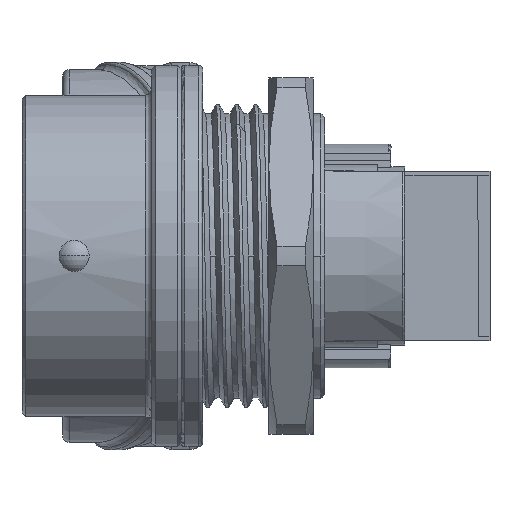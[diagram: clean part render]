
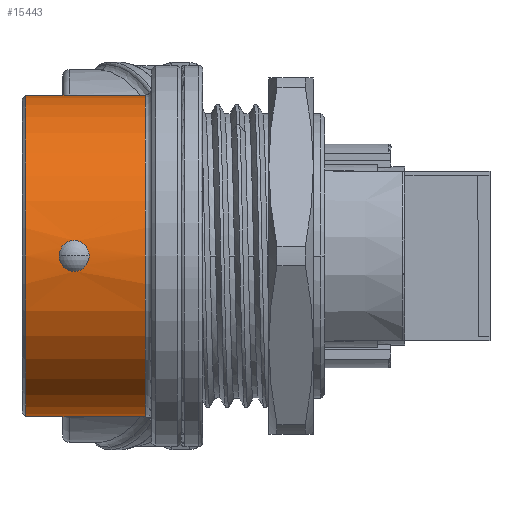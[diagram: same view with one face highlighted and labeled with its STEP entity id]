
A CAD part, left-side view. The second image highlights one B-rep face of the part: STEP entity #15443.
In plain terms, the highlighted cylindrical face has radius 12.65 mm (diameter 25.3 mm), a partial arc.
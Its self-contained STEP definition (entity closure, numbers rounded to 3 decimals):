
#5=DIRECTION('',(0.,1.,0.));
#6=VECTOR('',#5,9.4);
#7=CARTESIAN_POINT('',(0.,-16.2,12.65));
#8=LINE('',#7,#6);
#9=DIRECTION('',(0.,-1.,0.));
#10=VECTOR('',#9,9.4);
#11=CARTESIAN_POINT('',(0.,-6.8,-12.65));
#12=LINE('',#11,#10);
#1204=CARTESIAN_POINT('',(0.,-16.2,0.));
#1205=DIRECTION('',(0.,1.,0.));
#1206=DIRECTION('',(0.,0.,-1.));
#1207=AXIS2_PLACEMENT_3D('',#1204,#1205,#1206);
#1218=CARTESIAN_POINT('',(0.,-6.8,0.));
#1219=DIRECTION('',(0.,-1.,0.));
#1220=DIRECTION('',(0.,0.,1.));
#1221=AXIS2_PLACEMENT_3D('',#1218,#1219,#1220);
#2186=CARTESIAN_POINT('',(-12.65,-9.423,
0.001));
#2187=CARTESIAN_POINT('',(-12.65,-9.423,
0.136));
#2188=CARTESIAN_POINT('',(-12.646,-9.463,
0.391));
#2189=CARTESIAN_POINT('',(-12.629,-9.646,
0.754));
#2190=CARTESIAN_POINT('',(-12.609,-9.92,
1.024));
#2191=CARTESIAN_POINT('',(-12.594,-10.263,
1.193));
#2192=CARTESIAN_POINT('',(-12.589,-10.617,
1.239));
#2193=CARTESIAN_POINT('',(-12.594,-10.952,
1.186));
#2194=CARTESIAN_POINT('',(-12.61,-11.291,
1.015));
#2195=CARTESIAN_POINT('',(-12.629,-11.558,
0.748));
#2196=CARTESIAN_POINT('',(-12.646,-11.739,
0.385));
#2197=CARTESIAN_POINT('',(-12.65,-11.777,
0.134));
#2198=CARTESIAN_POINT('',(-12.65,-11.777,
0.001));
#2200=CARTESIAN_POINT('',(-12.65,-11.777,
0.001));
#2201=CARTESIAN_POINT('',(-12.65,-11.777,
-0.066));
#2202=CARTESIAN_POINT('',(-12.649,-11.766,
-0.198));
#2203=CARTESIAN_POINT('',(-12.644,-11.719,
-0.395));
#2204=CARTESIAN_POINT('',(-12.637,-11.641,
-0.58));
#2205=CARTESIAN_POINT('',(-12.628,-11.537,
-0.747));
#2206=CARTESIAN_POINT('',(-12.619,-11.412,
-0.89));
#2207=CARTESIAN_POINT('',(-12.61,-11.278,
-1.002));
#2208=CARTESIAN_POINT('',(-12.604,-11.149,
-1.083));
#2209=CARTESIAN_POINT('',(-12.599,-11.024,
-1.141));
#2210=CARTESIAN_POINT('',(-12.595,-10.902,
-1.181));
#2211=CARTESIAN_POINT('',(-12.592,-10.782,
-1.207));
#2212=CARTESIAN_POINT('',(-12.591,-10.659,
-1.22));
#2213=CARTESIAN_POINT('',(-12.591,-10.536,
-1.22));
#2214=CARTESIAN_POINT('',(-12.592,-10.414,
-1.207));
#2215=CARTESIAN_POINT('',(-12.595,-10.292,
-1.18));
#2216=CARTESIAN_POINT('',(-12.599,-10.172,
-1.139));
#2217=CARTESIAN_POINT('',(-12.604,-10.048,
-1.081));
#2218=CARTESIAN_POINT('',(-12.611,-9.919,
-0.999));
#2219=CARTESIAN_POINT('',(-12.619,-9.787,
-0.889));
#2220=CARTESIAN_POINT('',(-12.628,-9.662,
-0.746));
#2221=CARTESIAN_POINT('',(-12.637,-9.559,
-0.58));
#2222=CARTESIAN_POINT('',(-12.644,-9.481,
-0.395));
#2223=CARTESIAN_POINT('',(-12.649,-9.434,
-0.199));
#2224=CARTESIAN_POINT('',(-12.65,-9.423,
-0.066));
#2225=CARTESIAN_POINT('',(-12.65,-9.423,
0.001));
#12407=CARTESIAN_POINT('',(0.,-16.2,12.65));
#12408=CARTESIAN_POINT('',(0.,-16.2,-12.65));
#12409=VERTEX_POINT('',#12407);
#12410=VERTEX_POINT('',#12408);
#12411=CARTESIAN_POINT('',(0.,-6.8,12.65));
#12412=VERTEX_POINT('',#12411);
#12413=CARTESIAN_POINT('',(0.,-6.8,-12.65));
#12414=VERTEX_POINT('',#12413);
#12869=VERTEX_POINT('',#2186);
#12870=VERTEX_POINT('',#2198);
#15425=CARTESIAN_POINT('',(0.,-16.388,0.));
#15426=DIRECTION('',(0.,1.,0.));
#15427=DIRECTION('',(0.,0.,-1.));
#15428=AXIS2_PLACEMENT_3D('',#15425,#15426,#15427);
#15429=CYLINDRICAL_SURFACE('',#15428,12.65);
#15430=ORIENTED_EDGE('',*,*,#15414,.F.);
#15431=ORIENTED_EDGE('',*,*,#14732,.F.);
#15433=ORIENTED_EDGE('',*,*,#15432,.F.);
#15434=ORIENTED_EDGE('',*,*,#14728,.F.);
#15435=EDGE_LOOP('',(#15430,#15431,#15433,#15434));
#15436=FACE_OUTER_BOUND('',#15435,.F.);
#15438=ORIENTED_EDGE('',*,*,#15437,.F.);
#15440=ORIENTED_EDGE('',*,*,#15439,.F.);
#15441=EDGE_LOOP('',(#15438,#15440));
#15442=FACE_BOUND('',#15441,.F.);
#15443=ADVANCED_FACE('',(#15436,#15442),#15429,.T.);
#1208=CIRCLE('',#1207,12.65);
#1222=CIRCLE('',#1221,12.65);
#2199=B_SPLINE_CURVE_WITH_KNOTS('',3,(#2186,#2187,#2188,#2189,#2190,#2191,#2192,
#2193,#2194,#2195,#2196,#2197,#2198),.UNSPECIFIED.,.F.,.F.,(4,1,1,1,1,1,1,1,1,1,
4),(0.,0.1,0.2,0.3,0.4,0.5,0.6,0.7,0.8,0.9,1.),
.UNSPECIFIED.);
#2226=B_SPLINE_CURVE_WITH_KNOTS('',3,(#2200,#2201,#2202,#2203,#2204,#2205,#2206,
#2207,#2208,#2209,#2210,#2211,#2212,#2213,#2214,#2215,#2216,#2217,#2218,#2219,
#2220,#2221,#2222,#2223,#2224,#2225),.UNSPECIFIED.,.F.,.F.,(4,1,1,1,1,1,1,1,1,1,
1,1,1,1,1,1,1,1,1,1,1,1,1,4),(0.,0.043,0.087,
0.13,0.174,0.217,0.261,
0.304,0.348,0.391,0.435,
0.478,0.522,0.565,0.609,
0.652,0.696,0.739,0.783,
0.826,0.87,0.913,0.957,1.),
.UNSPECIFIED.);
#14728=EDGE_CURVE('',#12409,#12412,#8,.T.);
#14732=EDGE_CURVE('',#12414,#12410,#12,.T.);
#15414=EDGE_CURVE('',#12410,#12409,#1208,.T.);
#15432=EDGE_CURVE('',#12412,#12414,#1222,.T.);
#15437=EDGE_CURVE('',#12869,#12870,#2199,.T.);
#15439=EDGE_CURVE('',#12870,#12869,#2226,.T.);
